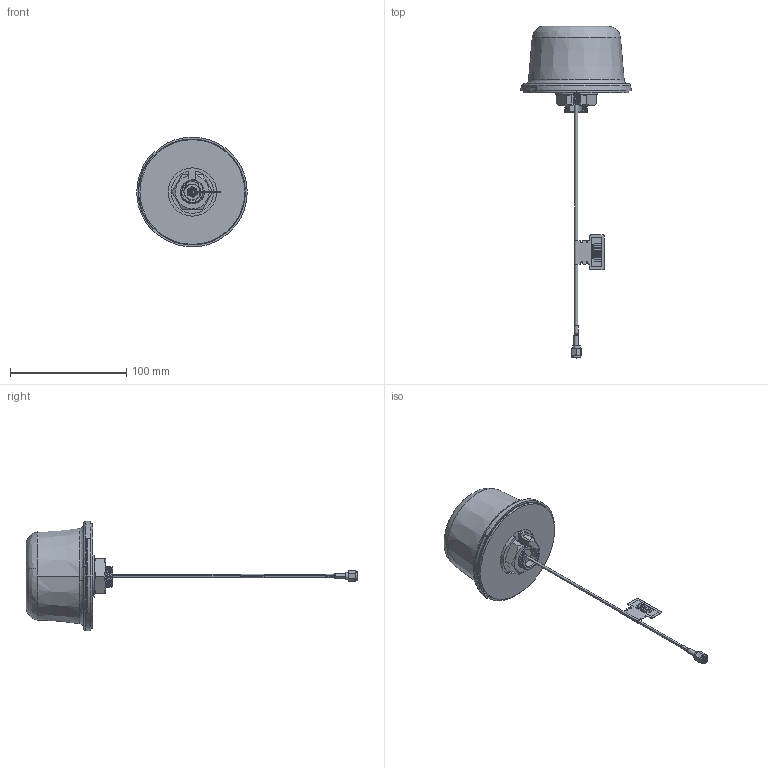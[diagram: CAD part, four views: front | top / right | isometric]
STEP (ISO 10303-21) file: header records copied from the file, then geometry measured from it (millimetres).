
FILE_DESCRIPTION (( 'STEP AP214' ), '1' );
FILE_NAME ('XAHP.60.W.301111_Web.STEP', '2024-10-22T02:30:34', ( '' ), ( '' ), 'SwSTEP 2.0', 'SolidWorks 2022', '' );
FILE_SCHEMA (( 'AUTOMOTIVE_DESIGN' ));
Length unit declared in the file: millimetre
Products named in the file (1): XAHP.60.W.301111_Web
Bounding box: 94.85 x 285.1 x 94.3 mm (x, y, z)
Surface area: 41401.3 mm2 (no closed solid volume)
Topology: 0 solids, 32 shells, 253 faces, 1188 edges, 948 vertices
Faces by surface type: cylinder 108, plane 82, cone 29, bspline 25, torus 9
Entity records: 34477 total; most frequent: CARTESIAN_POINT 23244, ORIENTED_EDGE 1630, DIRECTION 1418, EDGE_CURVE 1173, VERTEX_POINT 948, LINE 596, VECTOR 596, AXIS2_PLACEMENT_3D 411
